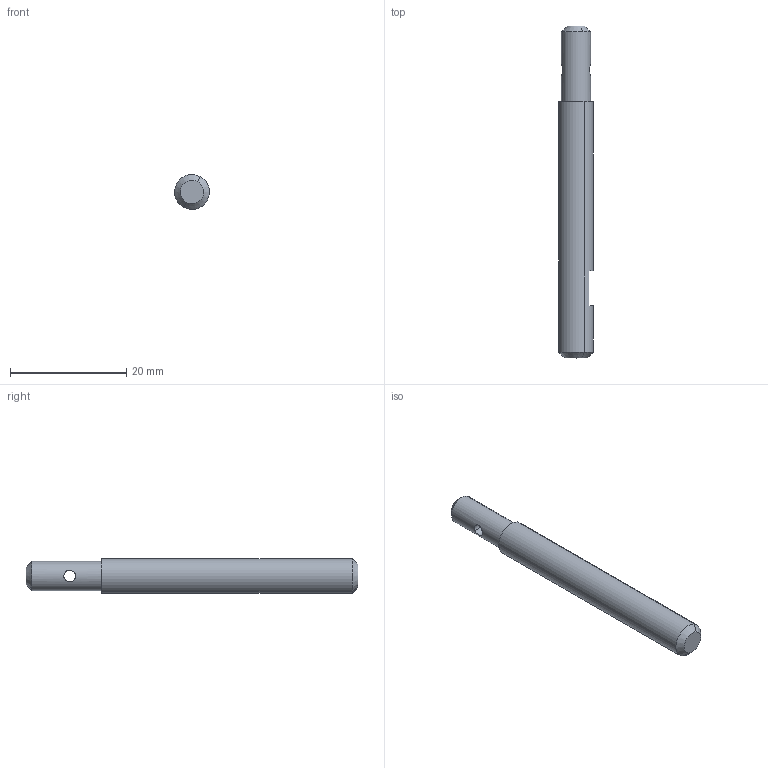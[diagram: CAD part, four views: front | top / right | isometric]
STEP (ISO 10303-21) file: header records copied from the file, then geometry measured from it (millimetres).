
FILE_DESCRIPTION(('CATIA V5 STEP Exchange'),'2;1');
FILE_NAME('Arbre moteur.stp','2018-12-04T17:15:55+00:00',('none'),('none'),'Version 5-6 Release 2013','CATIA V5 STEP AP203','none');
FILE_SCHEMA(('CONFIG_CONTROL_DESIGN'));
Length unit declared in the file: millimetre
Products named in the file (1): Arbre M6
Bounding box: 6 x 57 x 6 mm (x, y, z)
Volume: 1455.3 mm3; surface area: 1093 mm2
Topology: 1 solids, 1 shells, 16 faces, 32 edges, 20 vertices
Faces by surface type: cylinder 6, plane 6, cone 4
Entity records: 483 total; most frequent: CARTESIAN_POINT 122, ORIENTED_EDGE 64, DIRECTION 54, EDGE_CURVE 32, AXIS2_PLACEMENT_3D 28, EDGE_LOOP 20, VERTEX_POINT 20, ADVANCED_FACE 16
